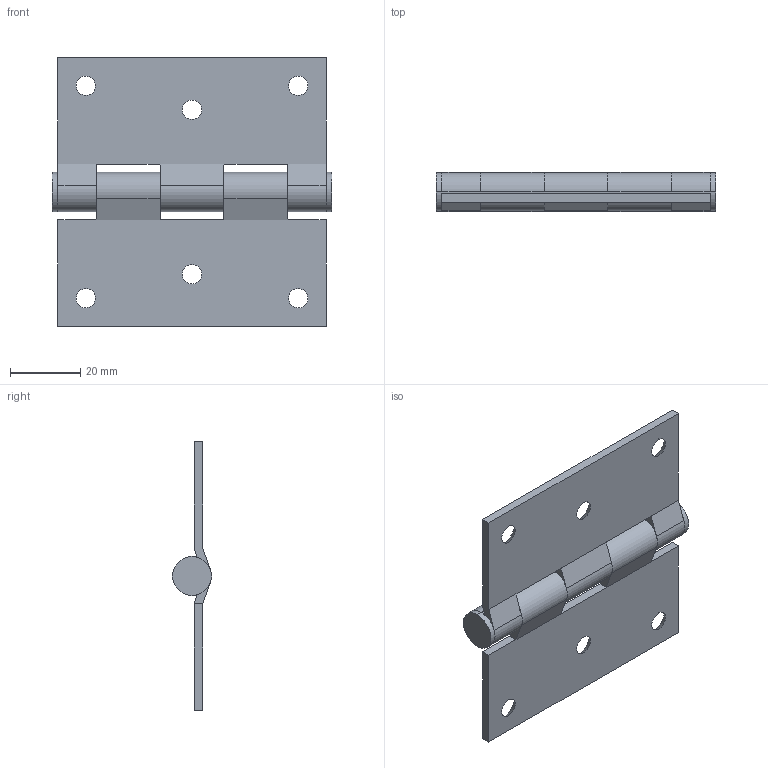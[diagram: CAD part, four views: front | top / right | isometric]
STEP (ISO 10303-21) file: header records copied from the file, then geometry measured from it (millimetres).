
FILE_DESCRIPTION (( 'STEP AP203' ), '1' );
FILE_NAME ('1494A42.step', '2012-12-05T19:55:33', ( 'Admin' ), ( 'Microsoft' ), 'SwSTEP 2.0', 'SolidWorks 2012', '' );
FILE_SCHEMA (( 'CONFIG_CONTROL_DESIGN' ));
Length unit declared in the file: inch
Products named in the file (1): 1494A42
Bounding box: 79.49 x 11.11 x 76.2 mm (x, y, z)
Volume: 18924.8 mm3; surface area: 17459.5 mm2
Topology: 3 solids, 3 shells, 90 faces, 230 edges, 148 vertices
Faces by surface type: plane 42, cylinder 36, cone 12
Entity records: 2841 total; most frequent: DIRECTION 508, CARTESIAN_POINT 469, ORIENTED_EDGE 460, EDGE_CURVE 230, AXIS2_PLACEMENT_3D 187, VERTEX_POINT 148, VECTOR 134, LINE 134
